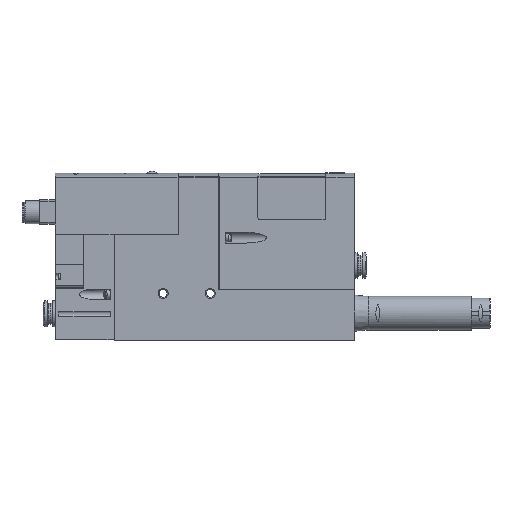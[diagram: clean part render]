
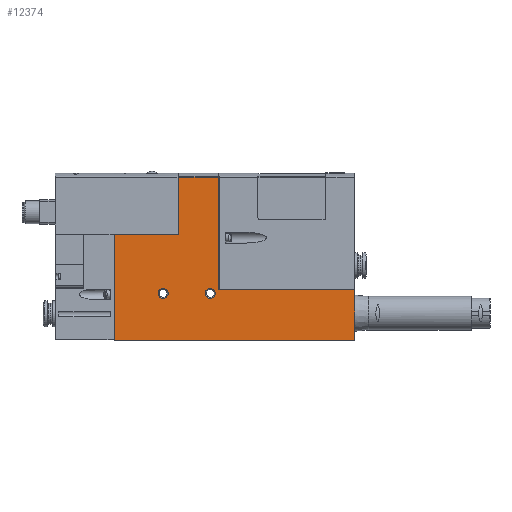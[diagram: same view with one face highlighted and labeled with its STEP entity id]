
A CAD part, top view. The second image highlights one B-rep face of the part: STEP entity #12374.
In plain terms, the highlighted planar face has unit normal (0, 0, 1).
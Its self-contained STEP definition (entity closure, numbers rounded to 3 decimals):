
#429=LINE('',#16885,#1095);
#520=LINE('',#17118,#1186);
#846=LINE('',#18421,#1512);
#850=LINE('',#18440,#1516);
#853=LINE('',#18448,#1519);
#860=LINE('',#18458,#1526);
#861=LINE('',#18460,#1527);
#863=LINE('',#18471,#1529);
#1095=VECTOR('',#13924,1000.);
#1186=VECTOR('',#14105,1000.);
#1512=VECTOR('',#15557,1000.);
#1516=VECTOR('',#15575,1000.);
#1519=VECTOR('',#15582,1000.);
#1526=VECTOR('',#15591,1000.);
#1527=VECTOR('',#15594,1000.);
#1529=VECTOR('',#15606,1000.);
#1806=PLANE('',#13320);
#3636=ORIENTED_EDGE('',*,*,#5453,.T.);
#3637=ORIENTED_EDGE('',*,*,#5454,.T.);
#3638=ORIENTED_EDGE('',*,*,#5449,.T.);
#3639=ORIENTED_EDGE('',*,*,#4789,.T.);
#3640=ORIENTED_EDGE('',*,*,#5427,.T.);
#3641=ORIENTED_EDGE('',*,*,#5437,.T.);
#3642=ORIENTED_EDGE('',*,*,#5441,.T.);
#3643=ORIENTED_EDGE('',*,*,#5448,.T.);
#3644=ORIENTED_EDGE('',*,*,#4670,.T.);
#3645=ORIENTED_EDGE('',*,*,#5455,.T.);
#4670=EDGE_CURVE('',#5939,#5948,#429,.T.);
#4789=EDGE_CURVE('',#6046,#6045,#520,.T.);
#5427=EDGE_CURVE('',#6045,#6459,#846,.T.);
#5437=EDGE_CURVE('',#6459,#6467,#850,.T.);
#5441=EDGE_CURVE('',#6467,#6470,#853,.T.);
#5448=EDGE_CURVE('',#6470,#5939,#860,.T.);
#5449=EDGE_CURVE('',#6473,#6046,#861,.T.);
#5453=EDGE_CURVE('',#6475,#6475,#7131,.T.);
#5454=EDGE_CURVE('',#6476,#6476,#7132,.T.);
#5455=EDGE_CURVE('',#5948,#6473,#863,.T.);
#5939=VERTEX_POINT('',#16866);
#5948=VERTEX_POINT('',#16884);
#6045=VERTEX_POINT('',#17117);
#6046=VERTEX_POINT('',#17119);
#6459=VERTEX_POINT('',#18420);
#6467=VERTEX_POINT('',#18439);
#6470=VERTEX_POINT('',#18447);
#6473=VERTEX_POINT('',#18461);
#6475=VERTEX_POINT('',#18468);
#6476=VERTEX_POINT('',#18470);
#7131=CIRCLE('',#13321,2.65);
#7132=CIRCLE('',#13322,2.65);
#7639=EDGE_LOOP('',(#3636));
#7640=EDGE_LOOP('',(#3637));
#7641=EDGE_LOOP('',(#3638,#3639,#3640,#3641,#3642,#3643,#3644,#3645));
#8363=FACE_BOUND('',#7639,.T.);
#8364=FACE_BOUND('',#7640,.T.);
#8365=FACE_BOUND('',#7641,.T.);
#12374=ADVANCED_FACE('',(#8363,#8364,#8365),#1806,.T.);
#13320=AXIS2_PLACEMENT_3D('',#18466,#15600,#15601);
#13321=AXIS2_PLACEMENT_3D('',#18467,#15602,#15603);
#13322=AXIS2_PLACEMENT_3D('',#18469,#15604,#15605);
#13924=DIRECTION('',(0.,1.,0.));
#14105=DIRECTION('',(-1.,0.,0.));
#15557=DIRECTION('',(0.,-1.,0.));
#15575=DIRECTION('',(1.,0.,0.));
#15582=DIRECTION('',(0.,1.,0.));
#15591=DIRECTION('',(-1.,0.,0.));
#15594=DIRECTION('',(0.,-1.,0.));
#15600=DIRECTION('',(0.,0.,1.));
#15601=DIRECTION('',(1.,0.,0.));
#15602=DIRECTION('',(0.,0.,-1.));
#15603=DIRECTION('',(-1.,0.,0.));
#15604=DIRECTION('',(0.,0.,-1.));
#15605=DIRECTION('',(-1.,0.,0.));
#15606=DIRECTION('',(-1.,0.,0.));
#16866=CARTESIAN_POINT('',(86.3,27.,10.25));
#16884=CARTESIAN_POINT('',(86.3,86.442,10.25));
#16885=CARTESIAN_POINT('',(86.3,27.,10.25));
#17117=CARTESIAN_POINT('',(31.,56.4,10.25));
#17118=CARTESIAN_POINT('',(65.3,56.4,10.25));
#17119=CARTESIAN_POINT('',(65.3,56.4,10.25));
#18420=CARTESIAN_POINT('',(31.,0.,10.25));
#18421=CARTESIAN_POINT('',(31.,56.4,10.25));
#18439=CARTESIAN_POINT('',(158.5,0.,10.25));
#18440=CARTESIAN_POINT('',(31.,0.,10.25));
#18447=CARTESIAN_POINT('',(158.5,27.,10.25));
#18448=CARTESIAN_POINT('',(158.5,0.,10.25));
#18458=CARTESIAN_POINT('',(158.5,27.,10.25));
#18460=CARTESIAN_POINT('',(65.3,90.,10.25));
#18461=CARTESIAN_POINT('',(65.3,86.442,10.25));
#18466=CARTESIAN_POINT('',(0.,0.,10.25));
#18467=CARTESIAN_POINT('',(82.,25.,10.25));
#18468=CARTESIAN_POINT('',(79.35,25.,10.25));
#18469=CARTESIAN_POINT('',(57.,25.,10.25));
#18470=CARTESIAN_POINT('',(54.35,25.,10.25));
#18471=CARTESIAN_POINT('',(86.3,86.442,10.25));
